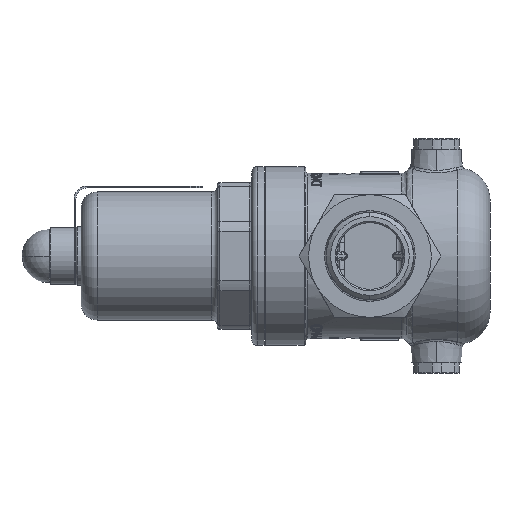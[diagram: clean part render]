
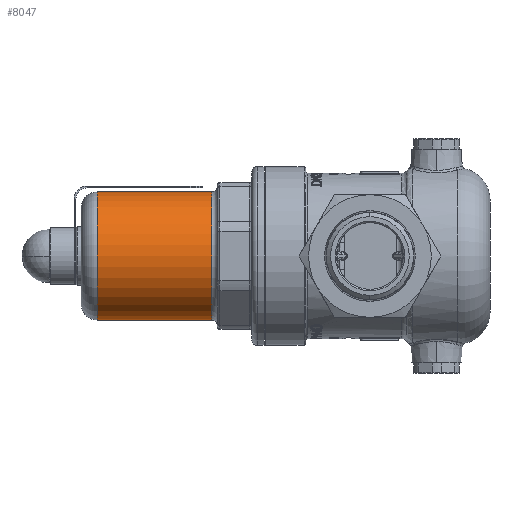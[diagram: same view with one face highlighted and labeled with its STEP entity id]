
A CAD part, left-side view. The second image highlights one B-rep face of the part: STEP entity #8047.
In plain terms, the highlighted cylindrical face has radius 24 mm (diameter 48 mm), a partial arc.
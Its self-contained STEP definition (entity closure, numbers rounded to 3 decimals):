
#5896 = CARTESIAN_POINT ( 'NONE',  ( 0., 102.2, 0. ) ) ;
#5897 = DIRECTION ( 'NONE',  ( 0., 1., 0. ) ) ;
#5898 = DIRECTION ( 'NONE',  ( 0., 0., 1. ) ) ;
#6493 = CIRCLE ( 'NONE', #6737, 24. ) ;
#6737 = AXIS2_PLACEMENT_3D ( 'NONE', #57635, #57636, #57637 ) ;
#6761 = CIRCLE ( 'NONE', #6770, 24. ) ;
#6770 = AXIS2_PLACEMENT_3D ( 'NONE', #5896, #5897, #5898 ) ;
#8047 = ADVANCED_FACE ( 'NONE', ( #52927 ), #52933, .T. ) ;
#17771 = AXIS2_PLACEMENT_3D ( 'NONE', #52929, #52946, #52947 ) ;
#23217 = VERTEX_POINT ( 'NONE', #55772 ) ;
#23224 = VERTEX_POINT ( 'NONE', #55777 ) ;
#23305 = VERTEX_POINT ( 'NONE', #55828 ) ;
#23324 = VERTEX_POINT ( 'NONE', #55840 ) ;
#34589 = EDGE_CURVE ( 'NONE', #23224, #23324, #67201, .T. ) ;
#34714 = EDGE_CURVE ( 'NONE', #23217, #23305, #69449, .T. ) ;
#43834 = VECTOR ( 'NONE', #67204, 1000. ) ;
#44000 = VECTOR ( 'NONE', #69492, 1000. ) ;
#44105 = ORIENTED_EDGE ( 'NONE', *, *, #34714, .F. ) ;
#44106 = ORIENTED_EDGE ( 'NONE', *, *, #67733, .T. ) ;
#44107 = ORIENTED_EDGE ( 'NONE', *, *, #34589, .T. ) ;
#44108 = ORIENTED_EDGE ( 'NONE', *, *, #71483, .F. ) ;
#52927 = FACE_OUTER_BOUND ( 'NONE', #66855, .T. ) ;
#52929 = CARTESIAN_POINT ( 'NONE',  ( 0., 143.157, 0. ) ) ;
#52933 = CYLINDRICAL_SURFACE ( 'NONE', #17771, 24. ) ;
#52946 = DIRECTION ( 'NONE',  ( 0., 1., 0. ) ) ;
#52947 = DIRECTION ( 'NONE',  ( 0., 0., 1. ) ) ;
#55772 = CARTESIAN_POINT ( 'NONE',  ( 0., 59.2, -24. ) ) ;
#55777 = CARTESIAN_POINT ( 'NONE',  ( 0., 59.2, 24. ) ) ;
#55828 = CARTESIAN_POINT ( 'NONE',  ( 0., 102.2, -24. ) ) ;
#55840 = CARTESIAN_POINT ( 'NONE',  ( 0., 102.2, 24. ) ) ;
#57635 = CARTESIAN_POINT ( 'NONE',  ( 0., 59.2, 0. ) ) ;
#57636 = DIRECTION ( 'NONE',  ( 0., 1., 0. ) ) ;
#57637 = DIRECTION ( 'NONE',  ( 0., 0., 1. ) ) ;
#66855 = EDGE_LOOP ( 'NONE', ( #44105, #44106, #44107, #44108 ) ) ;
#67201 = LINE ( 'NONE', #67203, #43834 ) ;
#67203 = CARTESIAN_POINT ( 'NONE',  ( 0., 143.157, 24. ) ) ;
#67204 = DIRECTION ( 'NONE',  ( 0., 1., 0. ) ) ;
#67733 = EDGE_CURVE ( 'NONE', #23217, #23224, #6493, .T. ) ;
#69449 = LINE ( 'NONE', #69489, #44000 ) ;
#69489 = CARTESIAN_POINT ( 'NONE',  ( 0., 143.157, -24. ) ) ;
#69492 = DIRECTION ( 'NONE',  ( 0., 1., 0. ) ) ;
#71483 = EDGE_CURVE ( 'NONE', #23305, #23324, #6761, .T. ) ;
